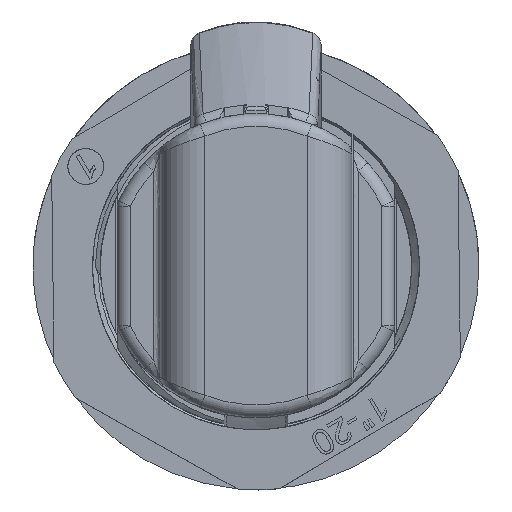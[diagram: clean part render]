
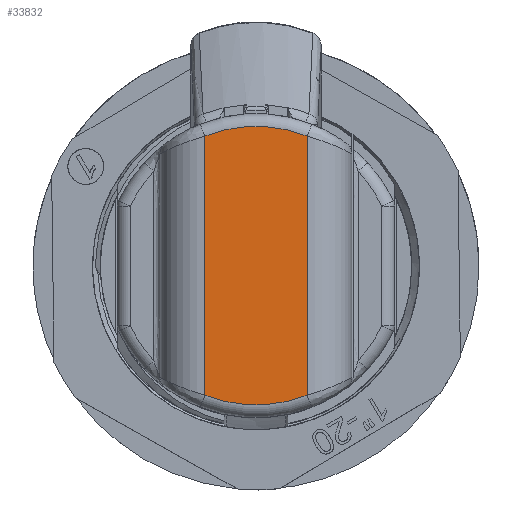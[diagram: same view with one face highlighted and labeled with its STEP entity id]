
A CAD part, top view. The second image highlights one B-rep face of the part: STEP entity #33832.
In plain terms, the highlighted planar face has unit normal (0, 0, -1).
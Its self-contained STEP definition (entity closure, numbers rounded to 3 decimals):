
#3175=LINE('',#63499,#5452);
#3176=LINE('',#63502,#5453);
#5452=VECTOR('',#37969,20.279);
#5453=VECTOR('',#37972,20.279);
#8535=PLANE('',#35970);
#9473=FACE_OUTER_BOUND('',#11178,.T.);
#11178=EDGE_LOOP('',(#23937,#23938,#23939,#23940));
#12836=CIRCLE('',#35971,10.9);
#12837=CIRCLE('',#35972,10.9);
#14011=VERTEX_POINT('',#63495);
#14012=VERTEX_POINT('',#63496);
#14013=VERTEX_POINT('',#63498);
#14014=VERTEX_POINT('',#63500);
#18118=EDGE_CURVE('',#14011,#14012,#12836,.T.);
#18119=EDGE_CURVE('',#14012,#14013,#3175,.T.);
#18120=EDGE_CURVE('',#14013,#14014,#12837,.T.);
#18121=EDGE_CURVE('',#14014,#14011,#3176,.T.);
#23937=ORIENTED_EDGE('',*,*,#18118,.T.);
#23938=ORIENTED_EDGE('',*,*,#18119,.T.);
#23939=ORIENTED_EDGE('',*,*,#18120,.T.);
#23940=ORIENTED_EDGE('',*,*,#18121,.T.);
#33832=ADVANCED_FACE('',(#9473),#8535,.F.);
#35970=AXIS2_PLACEMENT_3D('',#63494,#37965,#37966);
#35971=AXIS2_PLACEMENT_3D('',#63497,#37967,#37968);
#35972=AXIS2_PLACEMENT_3D('',#63501,#37970,#37971);
#37965=DIRECTION('center_axis',(0.,0.,1.));
#37966=DIRECTION('ref_axis',(1.,0.,0.));
#37967=DIRECTION('center_axis',(0.,0.,
-1.));
#37968=DIRECTION('ref_axis',(0.367,-0.93,0.));
#37969=DIRECTION('',(0.,1.,0.));
#37970=DIRECTION('center_axis',(0.,0.,
-1.));
#37971=DIRECTION('ref_axis',(-0.367,0.93,0.));
#37972=DIRECTION('',(0.,-1.,0.));
#63494=CARTESIAN_POINT('Origin',(0.,11.336,0.));
#63495=CARTESIAN_POINT('',(4.,-10.14,0.));
#63496=CARTESIAN_POINT('',(-4.,-10.14,0.));
#63497=CARTESIAN_POINT('Origin',(0.,0.,
0.));
#63498=CARTESIAN_POINT('',(-4.,10.14,0.));
#63499=CARTESIAN_POINT('',(-4.,10.14,0.));
#63500=CARTESIAN_POINT('',(4.,10.14,0.));
#63501=CARTESIAN_POINT('Origin',(0.,0.,
0.));
#63502=CARTESIAN_POINT('',(4.,-10.14,0.));
